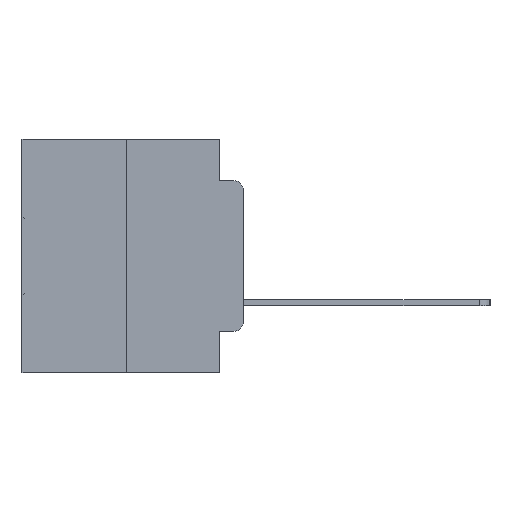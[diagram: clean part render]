
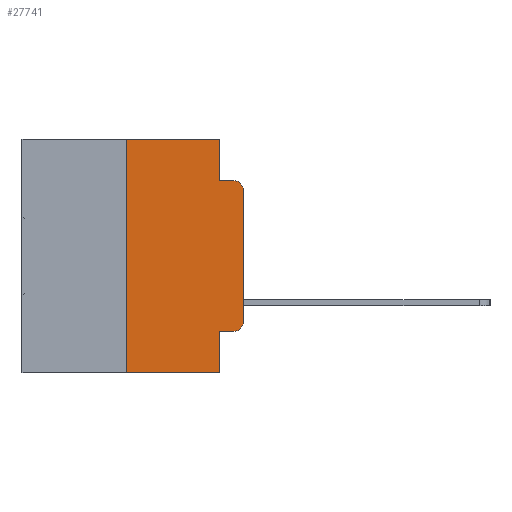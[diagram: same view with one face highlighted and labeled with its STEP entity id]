
A CAD part, left-side view. The second image highlights one B-rep face of the part: STEP entity #27741.
In plain terms, the highlighted planar face has unit normal (-1, 0, 0).
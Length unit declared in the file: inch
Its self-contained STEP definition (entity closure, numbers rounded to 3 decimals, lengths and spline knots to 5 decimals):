
#106 = LINE ( 'NONE', #11820, #6689 ) ;
#223 = DIRECTION ( 'NONE',  ( 0., 0., -1. ) ) ;
#712 = VERTEX_POINT ( 'NONE', #5170 ) ;
#1071 = CARTESIAN_POINT ( 'NONE',  ( 0., 0.25, 0. ) ) ;
#1217 = EDGE_CURVE ( 'NONE', #13249, #20840, #29068, .T. ) ;
#1415 = LINE ( 'NONE', #3247, #5650 ) ;
#1702 = VECTOR ( 'NONE', #27692, 39.37008 ) ;
#2349 = EDGE_CURVE ( 'NONE', #27397, #18243, #14332, .T. ) ;
#2501 = CARTESIAN_POINT ( 'NONE',  ( 0., 0.473, 0. ) ) ;
#2525 = CARTESIAN_POINT ( 'NONE',  ( 0., 0.051, -0.5 ) ) ;
#2631 = ORIENTED_EDGE ( 'NONE', *, *, #24863, .F. ) ;
#2987 = DIRECTION ( 'NONE',  ( 0., 0., -1. ) ) ;
#3247 = CARTESIAN_POINT ( 'NONE',  ( 0., 0.25, 0. ) ) ;
#3306 = DIRECTION ( 'NONE',  ( 0., 0., -1. ) ) ;
#3847 = VECTOR ( 'NONE', #8655, 39.37008 ) ;
#5170 = CARTESIAN_POINT ( 'NONE',  ( 0., 0.02, -0.4115 ) ) ;
#5365 = LINE ( 'NONE', #9882, #23894 ) ;
#5633 = EDGE_CURVE ( 'NONE', #6620, #18243, #9443, .T. ) ;
#5650 = VECTOR ( 'NONE', #15089, 39.37008 ) ;
#6620 = VERTEX_POINT ( 'NONE', #12493 ) ;
#6689 = VECTOR ( 'NONE', #25611, 39.37008 ) ;
#8435 = ORIENTED_EDGE ( 'NONE', *, *, #26369, .F. ) ;
#8655 = DIRECTION ( 'NONE',  ( 0., -1., 0. ) ) ;
#8912 = VECTOR ( 'NONE', #3306, 39.37008 ) ;
#9423 = ORIENTED_EDGE ( 'NONE', *, *, #1217, .F. ) ;
#9443 = CIRCLE ( 'NONE', #13359, 0.02 ) ;
#9882 = CARTESIAN_POINT ( 'NONE',  ( 0., 0.051, 0. ) ) ;
#10164 = LINE ( 'NONE', #24798, #3847 ) ;
#10524 = VECTOR ( 'NONE', #15344, 39.37008 ) ;
#10850 = DIRECTION ( 'NONE',  ( -1., 0., 0. ) ) ;
#10887 = CARTESIAN_POINT ( 'NONE',  ( 0., 0.051, -0.4115 ) ) ;
#10937 = CARTESIAN_POINT ( 'NONE',  ( 0., 0.02, -0.3915 ) ) ;
#11089 = FACE_OUTER_BOUND ( 'NONE', #25204, .T. ) ;
#11820 = CARTESIAN_POINT ( 'NONE',  ( 0., 0., 0. ) ) ;
#12386 = PLANE ( 'NONE',  #25848 ) ;
#12409 = ORIENTED_EDGE ( 'NONE', *, *, #15036, .T. ) ;
#12493 = CARTESIAN_POINT ( 'NONE',  ( 0., 0., -0.1085 ) ) ;
#13035 = ORIENTED_EDGE ( 'NONE', *, *, #18705, .T. ) ;
#13249 = VERTEX_POINT ( 'NONE', #1071 ) ;
#13279 = DIRECTION ( 'NONE',  ( 0., 0., -1. ) ) ;
#13359 = AXIS2_PLACEMENT_3D ( 'NONE', #24646, #10850, #26921 ) ;
#13366 = ORIENTED_EDGE ( 'NONE', *, *, #25078, .T. ) ;
#14332 = LINE ( 'NONE', #29039, #1702 ) ;
#14747 = CARTESIAN_POINT ( 'NONE',  ( 0., 0.473, 0. ) ) ;
#14889 = ORIENTED_EDGE ( 'NONE', *, *, #27867, .F. ) ;
#15036 = EDGE_CURVE ( 'NONE', #24487, #6620, #106, .T. ) ;
#15089 = DIRECTION ( 'NONE',  ( 0., 0., 1. ) ) ;
#15344 = DIRECTION ( 'NONE',  ( 0., -1., 0. ) ) ;
#16077 = VERTEX_POINT ( 'NONE', #10887 ) ;
#16112 = AXIS2_PLACEMENT_3D ( 'NONE', #10937, #27013, #13279 ) ;
#16446 = VERTEX_POINT ( 'NONE', #2525 ) ;
#16936 = VECTOR ( 'NONE', #20827, 39.37008 ) ;
#17059 = DIRECTION ( 'NONE',  ( 1., 0., 0. ) ) ;
#18243 = VERTEX_POINT ( 'NONE', #25450 ) ;
#18705 = EDGE_CURVE ( 'NONE', #712, #24487, #21298, .T. ) ;
#18806 = ORIENTED_EDGE ( 'NONE', *, *, #23345, .T. ) ;
#19844 = CARTESIAN_POINT ( 'NONE',  ( 0., 0.051, 0. ) ) ;
#20827 = DIRECTION ( 'NONE',  ( 0., -1., 0. ) ) ;
#20840 = VERTEX_POINT ( 'NONE', #19844 ) ;
#21101 = CARTESIAN_POINT ( 'NONE',  ( 0., 0.051, -0.0885 ) ) ;
#21298 = CIRCLE ( 'NONE', #16112, 0.02 ) ;
#21566 = ORIENTED_EDGE ( 'NONE', *, *, #2349, .F. ) ;
#22330 = ORIENTED_EDGE ( 'NONE', *, *, #5633, .T. ) ;
#22471 = CARTESIAN_POINT ( 'NONE',  ( 0., 0., -0.3915 ) ) ;
#22826 = LINE ( 'NONE', #29029, #10524 ) ;
#23345 = EDGE_CURVE ( 'NONE', #16077, #712, #10164, .T. ) ;
#23854 = VERTEX_POINT ( 'NONE', #26640 ) ;
#23894 = VECTOR ( 'NONE', #223, 39.37008 ) ;
#24487 = VERTEX_POINT ( 'NONE', #22471 ) ;
#24646 = CARTESIAN_POINT ( 'NONE',  ( 0., 0.02, -0.1085 ) ) ;
#24798 = CARTESIAN_POINT ( 'NONE',  ( 0., 0.051, -0.4115 ) ) ;
#24863 = EDGE_CURVE ( 'NONE', #16077, #16446, #5365, .T. ) ;
#25078 = EDGE_CURVE ( 'NONE', #23854, #16446, #22826, .T. ) ;
#25134 = LINE ( 'NONE', #28812, #8912 ) ;
#25204 = EDGE_LOOP ( 'NONE', ( #12409, #22330, #21566, #14889, #9423, #8435, #13366, #2631, #18806, #13035 ) ) ;
#25450 = CARTESIAN_POINT ( 'NONE',  ( 0., 0.02, -0.0885 ) ) ;
#25611 = DIRECTION ( 'NONE',  ( 0., 0., 1. ) ) ;
#25848 = AXIS2_PLACEMENT_3D ( 'NONE', #14747, #17059, #2987 ) ;
#26369 = EDGE_CURVE ( 'NONE', #23854, #13249, #1415, .T. ) ;
#26640 = CARTESIAN_POINT ( 'NONE',  ( 0., 0.25, -0.5 ) ) ;
#26921 = DIRECTION ( 'NONE',  ( 0., 0., -1. ) ) ;
#27013 = DIRECTION ( 'NONE',  ( -1., 0., 0. ) ) ;
#27397 = VERTEX_POINT ( 'NONE', #21101 ) ;
#27692 = DIRECTION ( 'NONE',  ( 0., -1., 0. ) ) ;
#27741 = ADVANCED_FACE ( 'NONE', ( #11089 ), #12386, .F. ) ;
#27867 = EDGE_CURVE ( 'NONE', #20840, #27397, #25134, .T. ) ;
#28812 = CARTESIAN_POINT ( 'NONE',  ( 0., 0.051, 0. ) ) ;
#29029 = CARTESIAN_POINT ( 'NONE',  ( 0., 0.473, -0.5 ) ) ;
#29039 = CARTESIAN_POINT ( 'NONE',  ( 0., 0.051, -0.0885 ) ) ;
#29068 = LINE ( 'NONE', #2501, #16936 ) ;
